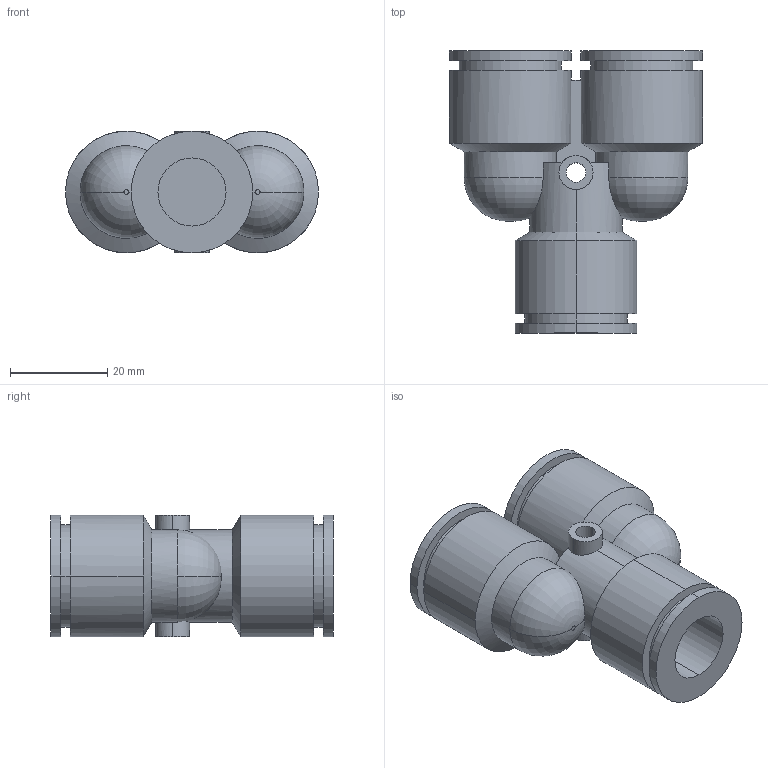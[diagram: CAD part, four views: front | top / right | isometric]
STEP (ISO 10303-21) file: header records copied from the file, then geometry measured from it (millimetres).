
FILE_DESCRIPTION (( 'STEP AP214' ), '1' );
FILE_NAME ('14mm Y- Fitting.STEP', '2020-09-19T06:09:17', ( '' ), ( '' ), 'SwSTEP 2.0', 'SolidWorks 2020', '' );
FILE_SCHEMA (( 'AUTOMOTIVE_DESIGN' ));
Length unit declared in the file: millimetre
Products named in the file (1): 14mm  Y- Fitting
Bounding box: 52 x 58 x 25 mm (x, y, z)
Volume: 24881.8 mm3; surface area: 14247.5 mm2
Topology: 1 solids, 1 shells, 83 faces, 198 edges, 128 vertices
Faces by surface type: cylinder 44, plane 27, cone 8, torus 4
Entity records: 2912 total; most frequent: CARTESIAN_POINT 606, DIRECTION 460, ORIENTED_EDGE 396, EDGE_CURVE 198, AXIS2_PLACEMENT_3D 194, VERTEX_POINT 128, CIRCLE 110, EDGE_LOOP 96
